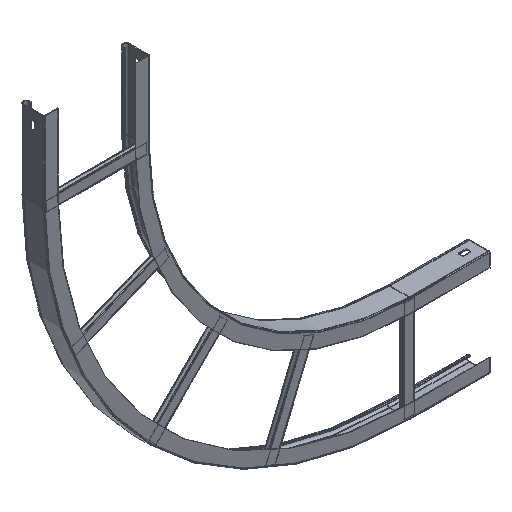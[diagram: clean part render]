
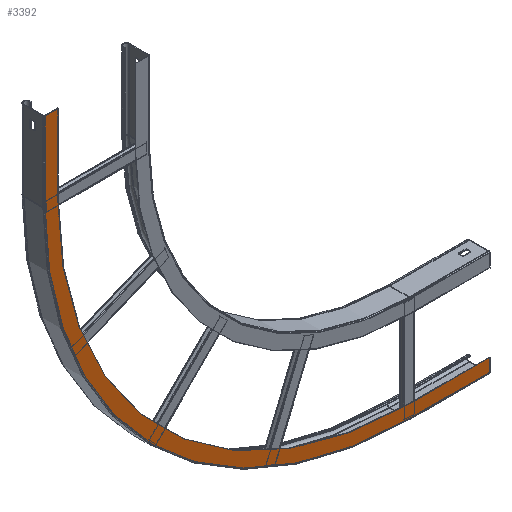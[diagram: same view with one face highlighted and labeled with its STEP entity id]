
A CAD part, isometric view. The second image highlights one B-rep face of the part: STEP entity #3392.
In plain terms, the highlighted planar face has unit normal (0, -1, 0).
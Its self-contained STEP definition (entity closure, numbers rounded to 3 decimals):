
#2375=DIRECTION('',(0.,0.,-1.));
#2376=VECTOR('',#2375,150.);
#2377=CARTESIAN_POINT('',(27.,0.,0.));
#2378=LINE('',#2377,#2376);
#2538=DIRECTION('',(0.,0.,1.));
#2539=VECTOR('',#2538,150.);
#2540=CARTESIAN_POINT('',(2.25,0.,-150.));
#2541=LINE('',#2540,#2539);
#2546=DIRECTION('',(-1.,0.,0.));
#2547=VECTOR('',#2546,24.75);
#2548=CARTESIAN_POINT('',(27.,0.,0.));
#2549=LINE('',#2548,#2547);
#2550=CARTESIAN_POINT('',(690.,0.,-150.));
#2551=DIRECTION('',(0.,1.,0.));
#2552=DIRECTION('',(0.,0.,-1.));
#2553=AXIS2_PLACEMENT_3D('',#2550,#2551,#2552);
#2555=DIRECTION('',(-1.,0.,0.));
#2556=VECTOR('',#2555,150.);
#2557=CARTESIAN_POINT('',(840.,0.,-813.));
#2558=LINE('',#2557,#2556);
#2559=CARTESIAN_POINT('',(690.,0.,-150.));
#2560=DIRECTION('',(0.,-1.,0.));
#2561=DIRECTION('',(-1.,0.,0.));
#2562=AXIS2_PLACEMENT_3D('',#2559,#2560,#2561);
#2624=DIRECTION('',(0.,0.,-1.));
#2625=VECTOR('',#2624,24.75);
#2626=CARTESIAN_POINT('',(840.,0.,-813.));
#2627=LINE('',#2626,#2625);
#2783=DIRECTION('',(-1.,0.,0.));
#2784=VECTOR('',#2783,150.);
#2785=CARTESIAN_POINT('',(840.,0.,-837.75));
#2786=LINE('',#2785,#2784);
#2847=CARTESIAN_POINT('',(690.,0.,-813.));
#2849=VERTEX_POINT('',#2847);
#2851=CARTESIAN_POINT('',(840.,0.,-813.));
#2852=VERTEX_POINT('',#2851);
#2855=CARTESIAN_POINT('',(2.25,0.,-150.));
#2857=VERTEX_POINT('',#2855);
#2861=CARTESIAN_POINT('',(690.,0.,-837.75));
#2862=VERTEX_POINT('',#2861);
#2886=CARTESIAN_POINT('',(27.,0.,-150.));
#2888=VERTEX_POINT('',#2886);
#2890=CARTESIAN_POINT('',(27.,0.,0.));
#2892=VERTEX_POINT('',#2890);
#2893=CARTESIAN_POINT('',(2.25,0.,0.));
#2894=VERTEX_POINT('',#2893);
#2895=CARTESIAN_POINT('',(840.,0.,-837.75));
#2896=VERTEX_POINT('',#2895);
#3372=CARTESIAN_POINT('',(27.,0.,-150.));
#3373=DIRECTION('',(0.,-1.,0.));
#3374=DIRECTION('',(1.,0.,0.));
#3375=AXIS2_PLACEMENT_3D('',#3372,#3373,#3374);
#3376=PLANE('',#3375);
#3377=ORIENTED_EDGE('',*,*,#3140,.F.);
#3378=ORIENTED_EDGE('',*,*,#3174,.T.);
#3380=ORIENTED_EDGE('',*,*,#3379,.F.);
#3382=ORIENTED_EDGE('',*,*,#3381,.F.);
#3384=ORIENTED_EDGE('',*,*,#3383,.T.);
#3386=ORIENTED_EDGE('',*,*,#3385,.T.);
#3388=ORIENTED_EDGE('',*,*,#3387,.F.);
#3389=ORIENTED_EDGE('',*,*,#3364,.T.);
#3390=EDGE_LOOP('',(#3377,#3378,#3380,#3382,#3384,#3386,#3388,#3389));
#3391=FACE_OUTER_BOUND('',#3390,.F.);
#3392=ADVANCED_FACE('',(#3391),#3376,.T.);
#2554=CIRCLE('',#2553,663.);
#2563=CIRCLE('',#2562,687.75);
#3140=EDGE_CURVE('',#2892,#2894,#2549,.T.);
#3174=EDGE_CURVE('',#2892,#2888,#2378,.T.);
#3364=EDGE_CURVE('',#2857,#2894,#2541,.T.);
#3379=EDGE_CURVE('',#2849,#2888,#2554,.T.);
#3381=EDGE_CURVE('',#2852,#2849,#2558,.T.);
#3383=EDGE_CURVE('',#2852,#2896,#2627,.T.);
#3385=EDGE_CURVE('',#2896,#2862,#2786,.T.);
#3387=EDGE_CURVE('',#2857,#2862,#2563,.T.);
